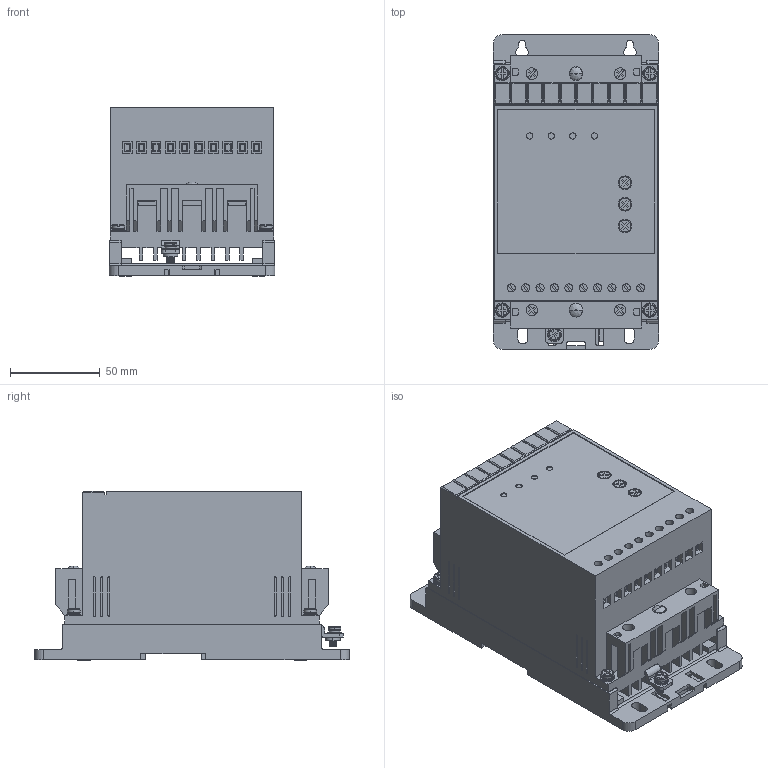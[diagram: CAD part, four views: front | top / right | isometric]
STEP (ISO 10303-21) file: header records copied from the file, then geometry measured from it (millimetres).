
FILE_DESCRIPTION (( 'STEP AP214' ), '1' );
FILE_NAME ('SFB-21-D11-A-10 ÓÏÏ SFB 1Ô 220Â 1,1êÂò 6A Uóïð 110-220Â Modbus ONI.STEP', '2020-10-19T13:55:28', ( '' ), ( '' ), 'SwSTEP 2.0', 'SolidWorks 2017', '' );
FILE_SCHEMA (( 'AUTOMOTIVE_DESIGN' ));
Length unit declared in the file: millimetre
Products named in the file (1): SFB-21-D11-A-10 ÓÏÏ SFB 1Ô 220Â 1,1êÂò 6A Uóïð 110-220Â Modbus ONI
Bounding box: 92 x 175 x 94.1 mm (x, y, z)
Volume: 1018867.9 mm3; surface area: 142691.7 mm2
Topology: 1 solids, 1 shells, 1271 faces, 3296 edges, 2144 vertices
Faces by surface type: plane 933, cylinder 288, bspline 50
Entity records: 42434 total; most frequent: CARTESIAN_POINT 11305, ORIENTED_EDGE 6592, DIRECTION 6185, EDGE_CURVE 3296, VECTOR 2555, LINE 2555, VERTEX_POINT 2144, AXIS2_PLACEMENT_3D 1815
